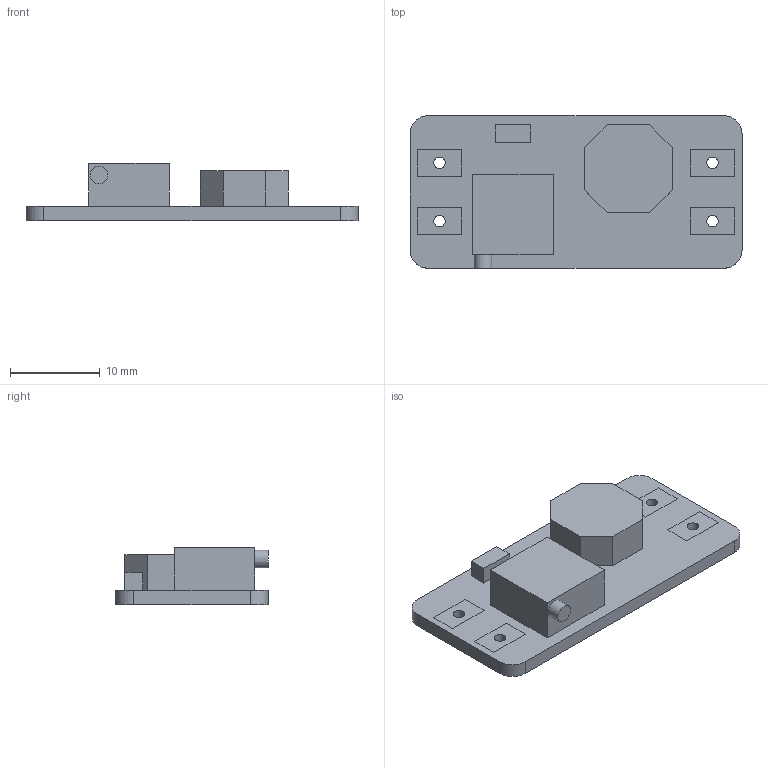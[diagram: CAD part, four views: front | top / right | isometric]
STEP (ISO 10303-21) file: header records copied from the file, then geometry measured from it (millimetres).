
FILE_DESCRIPTION(('FreeCAD Model'),'2;1');
FILE_NAME('Open CASCADE Shape Model','2023-04-03T13:53:19',('Author'),( ''),'Open CASCADE STEP processor 7.6','FreeCAD','Unknown');
FILE_SCHEMA(('AUTOMOTIVE_DESIGN { 1 0 10303 214 1 1 1 1 }'));
Length unit declared in the file: millimetre
Products named in the file (1): Pad005
Bounding box: 37.08 x 17.02 x 6.4 mm (x, y, z)
Volume: 1737.8 mm3; surface area: 1777.7 mm2
Topology: 1 solids, 1 shells, 43 faces, 119 edges, 90 vertices
Faces by surface type: plane 34, cylinder 9
Full cylindrical faces by diameter (mm): 1.3 x4, 2 x1
Entity records: 3172 total; most frequent: CARTESIAN_POINT 521, DIRECTION 458, LINE 321, VECTOR 321, ORIENTED_EDGE 238, PCURVE 238, DEFINITIONAL_REPRESENTATION 238, EDGE_CURVE 119
